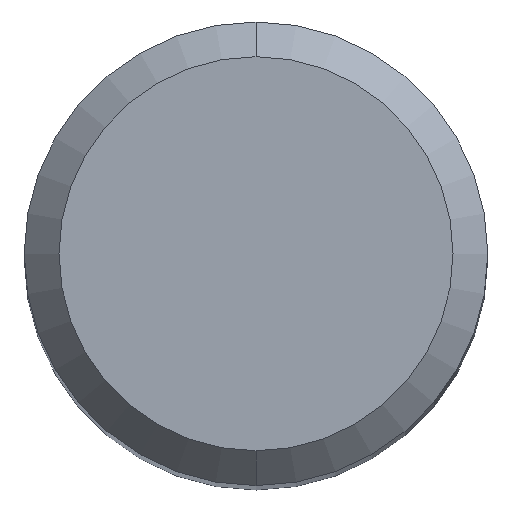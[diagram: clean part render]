
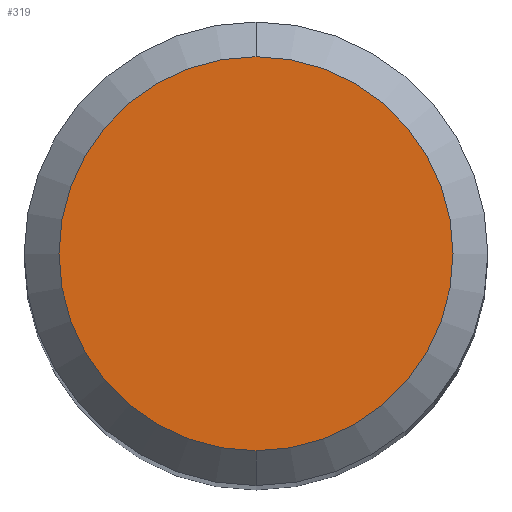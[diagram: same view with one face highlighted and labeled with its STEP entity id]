
A CAD part, top view. The second image highlights one B-rep face of the part: STEP entity #319.
In plain terms, the highlighted planar face has unit normal (0, 0, 1).
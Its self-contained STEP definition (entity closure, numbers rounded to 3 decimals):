
#247=VERTEX_POINT('',#636);
#319=ADVANCED_FACE('',(#715),#716,.T.);
#401=EDGE_CURVE('',#565,#247,#809,.T.);
#565=VERTEX_POINT('',#990);
#577=EDGE_CURVE('',#247,#565,#1004,.T.);
#636=CARTESIAN_POINT('',(0.,-1.7,0.0));
#715=FACE_OUTER_BOUND('',#1234,.T.);
#716=PLANE('',#1235);
#809=CIRCLE('',#1372,1.7);
#990=CARTESIAN_POINT('',(0.0,1.7,0.0));
#1004=CIRCLE('',#1766,1.7);
#1234=EDGE_LOOP('',(#1896,#1897));
#1235=AXIS2_PLACEMENT_3D('',#1898,#1899,#1900);
#1372=AXIS2_PLACEMENT_3D('',#2025,#2026,#2027);
#1766=AXIS2_PLACEMENT_3D('',#2244,#2245,#2246);
#1896=ORIENTED_EDGE('',*,*,#401,.F.);
#1897=ORIENTED_EDGE('',*,*,#577,.F.);
#1898=CARTESIAN_POINT('',(0.0,0.85,0.0));
#1899=DIRECTION('',(-0.0,0.0,1.0));
#1900=DIRECTION('',(0.0,-1.0,0.0));
#2025=CARTESIAN_POINT('',(0.0,0.0,0.0));
#2026=DIRECTION('',(0.0,0.0,-1.0));
#2027=DIRECTION('',(0.0,1.0,0.0));
#2244=CARTESIAN_POINT('',(0.0,0.0,0.0));
#2245=DIRECTION('',(0.0,0.0,-1.0));
#2246=DIRECTION('',(0.0,1.0,0.0));
